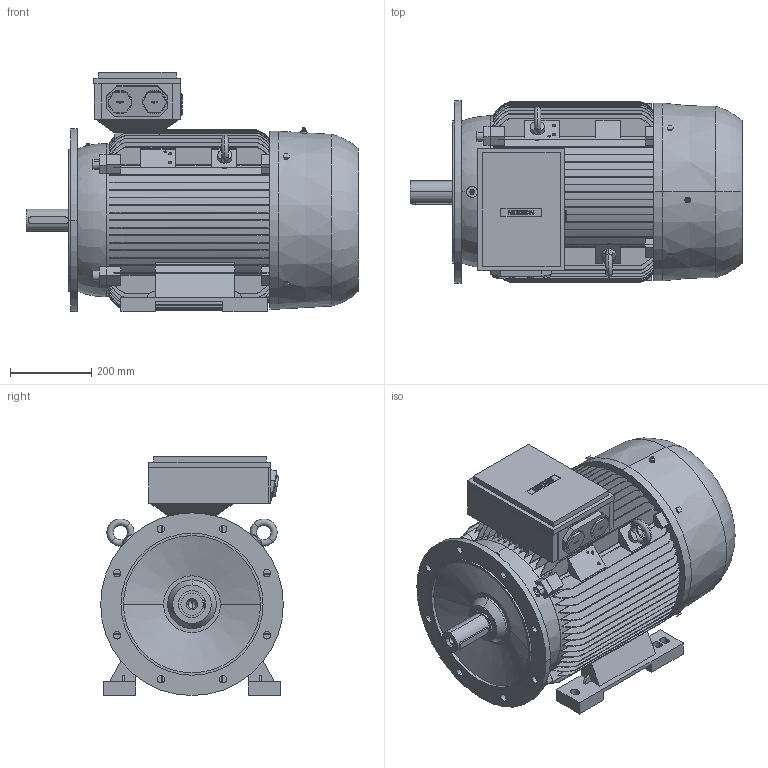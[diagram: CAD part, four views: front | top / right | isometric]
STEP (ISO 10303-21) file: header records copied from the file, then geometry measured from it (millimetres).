
FILE_DESCRIPTION(('STEP AP214'),'1');
FILE_NAME('cctmp_E827DB72-9B16-4820-83C3-D7AB6AAEC914_2023_06_27_08_55_32_0429..stp','2023-06-27T06:55:33',('SIEMENS A&D'),('CADClick - www.CADClick.com'),'Spatial InterOp 3D',' ','unknown authorization');
FILE_SCHEMA(('AUTOMOTIVE_DESIGN'));
Length unit declared in the file: millimetre
Products named in the file (1): 1
Bounding box: 818 x 450 x 589 mm (x, y, z)
Volume: 97091961.6 mm3; surface area: 3382568.1 mm2
Topology: 7 solids, 7 shells, 1131 faces, 3144 edges, 2078 vertices
Faces by surface type: plane 685, cylinder 264, torus 154, cone 28
Entity records: 56036 total; most frequent: CARTESIAN_POINT 18379, ORIENTED_EDGE 6284, DIRECTION 5458, EDGE_CURVE 3142, VERTEX_POINT 2078, LINE 1924, VECTOR 1924, AXIS2_PLACEMENT_3D 1767
